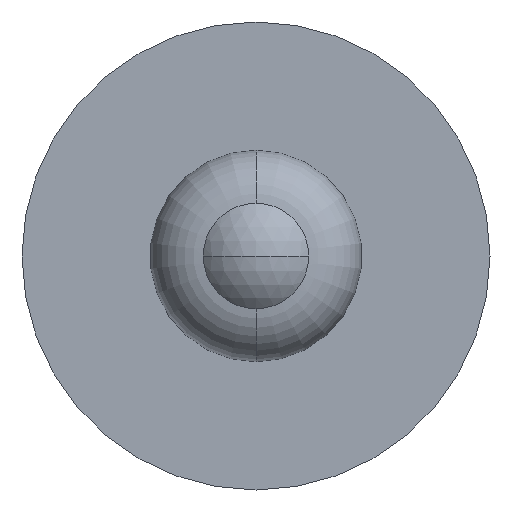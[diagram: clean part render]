
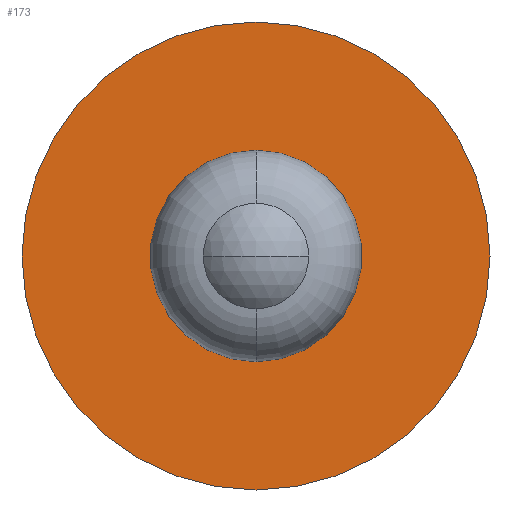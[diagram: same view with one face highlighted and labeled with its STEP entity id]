
A CAD part, front view. The second image highlights one B-rep face of the part: STEP entity #173.
In plain terms, the highlighted planar face has unit normal (0, -1, 0).
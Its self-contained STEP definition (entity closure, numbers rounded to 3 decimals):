
#5 = CARTESIAN_POINT ( 'NONE',  ( 0., 15.05, 2.525 ) ) ;
#7 = ORIENTED_EDGE ( 'NONE', *, *, #95, .T. ) ;
#12 = DIRECTION ( 'NONE',  ( 0., -1., 0. ) ) ;
#18 = CARTESIAN_POINT ( 'NONE',  ( 0., 15.05, 0. ) ) ;
#40 = DIRECTION ( 'NONE',  ( 0., -1., 0. ) ) ;
#42 = FACE_OUTER_BOUND ( 'NONE', #212, .T. ) ;
#43 = VERTEX_POINT ( 'NONE', #5 ) ;
#52 = EDGE_CURVE ( 'NONE', #181, #300, #284, .T. ) ;
#54 = CARTESIAN_POINT ( 'NONE',  ( 0., 15.05, 0. ) ) ;
#55 = EDGE_LOOP ( 'NONE', ( #312, #85 ) ) ;
#56 = CIRCLE ( 'NONE', #87, 8.065 ) ;
#57 = DIRECTION ( 'NONE',  ( 0., 0., -1. ) ) ;
#60 = CARTESIAN_POINT ( 'NONE',  ( 0., 15.05, 8.065 ) ) ;
#80 = DIRECTION ( 'NONE',  ( 0., 0., -1. ) ) ;
#85 = ORIENTED_EDGE ( 'NONE', *, *, #121, .F. ) ;
#86 = CIRCLE ( 'NONE', #196, 2.525 ) ;
#87 = AXIS2_PLACEMENT_3D ( 'NONE', #225, #206, #139 ) ;
#95 = EDGE_CURVE ( 'NONE', #300, #181, #56, .T. ) ;
#98 = DIRECTION ( 'NONE',  ( 0., 0., -1. ) ) ;
#108 = CARTESIAN_POINT ( 'NONE',  ( 0., 15.05, -2.525 ) ) ;
#113 = CIRCLE ( 'NONE', #227, 2.525 ) ;
#121 = EDGE_CURVE ( 'NONE', #43, #250, #86, .T. ) ;
#127 = CARTESIAN_POINT ( 'NONE',  ( 0., 15.05, -8.065 ) ) ;
#132 = AXIS2_PLACEMENT_3D ( 'NONE', #365, #12, #57 ) ;
#134 = PLANE ( 'NONE',  #132 ) ;
#139 = DIRECTION ( 'NONE',  ( 0., 0., -1. ) ) ;
#173 = ADVANCED_FACE ( 'NONE', ( #42, #276 ), #134, .T. ) ;
#181 = VERTEX_POINT ( 'NONE', #60 ) ;
#196 = AXIS2_PLACEMENT_3D ( 'NONE', #18, #267, #80 ) ;
#206 = DIRECTION ( 'NONE',  ( 0., -1., 0. ) ) ;
#212 = EDGE_LOOP ( 'NONE', ( #7, #308 ) ) ;
#225 = CARTESIAN_POINT ( 'NONE',  ( 0., 15.05, 0. ) ) ;
#227 = AXIS2_PLACEMENT_3D ( 'NONE', #266, #40, #98 ) ;
#232 = DIRECTION ( 'NONE',  ( 0., 0., -1. ) ) ;
#250 = VERTEX_POINT ( 'NONE', #108 ) ;
#266 = CARTESIAN_POINT ( 'NONE',  ( 0., 15.05, 0. ) ) ;
#267 = DIRECTION ( 'NONE',  ( 0., -1., 0. ) ) ;
#276 = FACE_BOUND ( 'NONE', #55, .T. ) ;
#284 = CIRCLE ( 'NONE', #326, 8.065 ) ;
#300 = VERTEX_POINT ( 'NONE', #127 ) ;
#308 = ORIENTED_EDGE ( 'NONE', *, *, #52, .T. ) ;
#312 = ORIENTED_EDGE ( 'NONE', *, *, #320, .F. ) ;
#320 = EDGE_CURVE ( 'NONE', #250, #43, #113, .T. ) ;
#326 = AXIS2_PLACEMENT_3D ( 'NONE', #54, #333, #232 ) ;
#333 = DIRECTION ( 'NONE',  ( 0., -1., 0. ) ) ;
#365 = CARTESIAN_POINT ( 'NONE',  ( 2.525, 15.05, 0. ) ) ;
